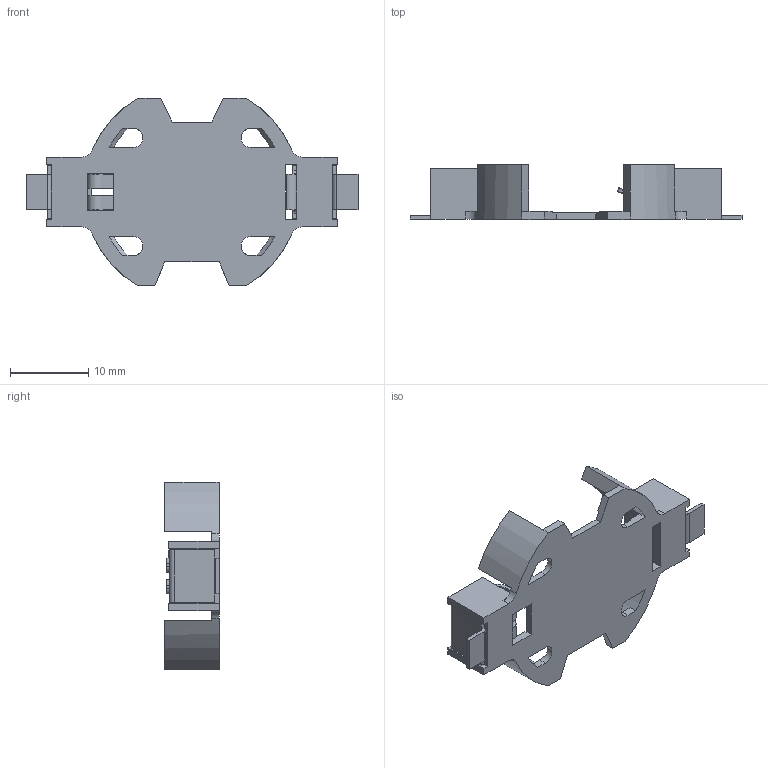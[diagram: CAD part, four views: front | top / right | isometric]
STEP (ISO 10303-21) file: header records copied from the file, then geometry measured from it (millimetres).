
FILE_DESCRIPTION (( 'STEP AP214' ), '1' );
FILE_NAME ('BU2450SM-JJ-G.STEP', '2020-02-11T13:35:19', ( '' ), ( '' ), 'SwSTEP 2.0', 'SolidWorks 2017', '' );
FILE_SCHEMA (( 'AUTOMOTIVE_DESIGN' ));
Length unit declared in the file: millimetre
Products named in the file (1): BU2450SM-JJ-G
Bounding box: 42.5 x 7 x 23.97 mm (x, y, z)
Volume: 1381.7 mm3; surface area: 2786.4 mm2
Topology: 3 solids, 3 shells, 236 faces, 644 edges, 408 vertices
Faces by surface type: plane 170, cylinder 62, cone 4
Entity records: 7466 total; most frequent: CARTESIAN_POINT 1313, ORIENTED_EDGE 1288, DIRECTION 1254, EDGE_CURVE 644, LINE 492, VECTOR 492, VERTEX_POINT 408, AXIS2_PLACEMENT_3D 381
